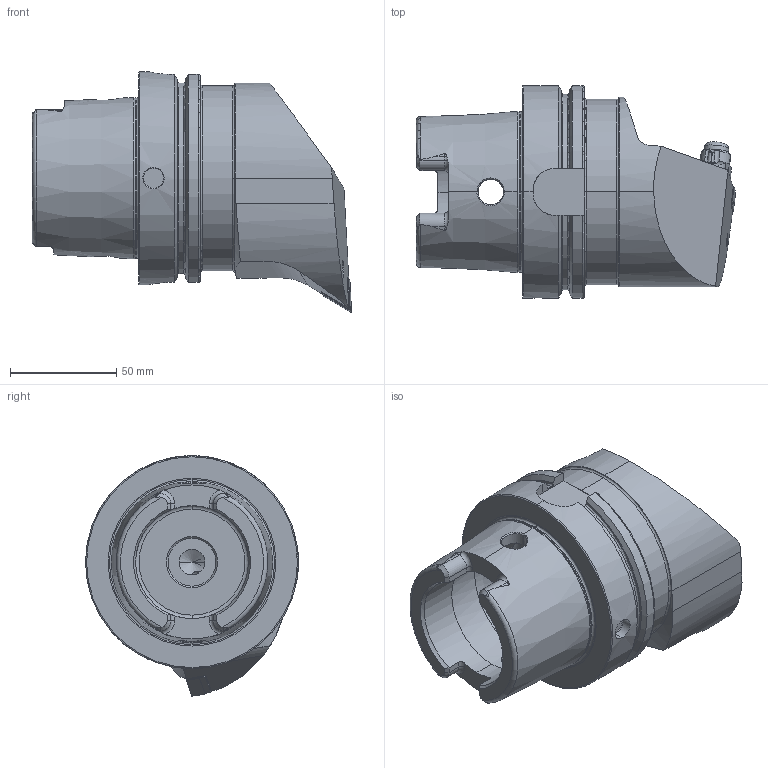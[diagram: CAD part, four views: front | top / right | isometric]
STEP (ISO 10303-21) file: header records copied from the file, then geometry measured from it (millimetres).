
FILE_DESCRIPTION (( 'STEP AP214' ), '1' );
FILE_NAME ('HA0.KDF.RUA.100.STEP', '2023-09-18T09:13:51', ( '' ), ( '' ), 'SwSTEP 2.0', 'SolidWorks 2017', '' );
FILE_SCHEMA (( 'AUTOMOTIVE_DESIGN' ));
Length unit declared in the file: millimetre
Products named in the file (11): WCC-ER3.102.024_C; KVT_MB_600_060; ISO 13337 - 3 x 12_PreviewCfg; HA0.KDF.RUA.100; WCC-ER5.102.012_B; WCC-ER5.102.005_A; WCC-ER4.103.032_A; WCC-ER2.001.010_A; WDF-ER2.101.003_A; HA0-KDF.RUA.100_A_Fertigbearbeitung; DNMG150604
Assembly tree (10 placements, depth 2):
  HA0.KDF.RUA.100
    HA0-KDF.RUA.100_A_Fertigbearbeitung
    WDF-ER2.101.003_A
    WCC-ER2.001.010_A
    DNMG150604
    WCC-ER3.102.024_C
    WCC-ER4.103.032_A
    WCC-ER5.102.005_A
    WCC-ER5.102.012_B
    ISO 13337 - 3 x 12_PreviewCfg
    KVT_MB_600_060
Bounding box: 149.9 x 100 x 113 mm (x, y, z)
Volume: 558987.5 mm3; surface area: 74111.2 mm2
Topology: 11 solids, 11 shells, 469 faces, 1175 edges, 714 vertices
Faces by surface type: cylinder 154, plane 122, cone 111, torus 64, bspline 16, sphere 2
Entity records: 17821 total; most frequent: CARTESIAN_POINT 5157, ORIENTED_EDGE 2308, DIRECTION 2293, EDGE_CURVE 1154, AXIS2_PLACEMENT_3D 922, VERTEX_POINT 711, EDGE_LOOP 497, FACE_OUTER_BOUND 469
